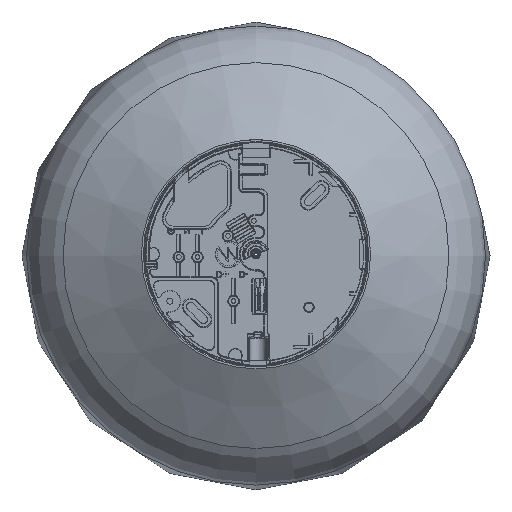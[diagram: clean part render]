
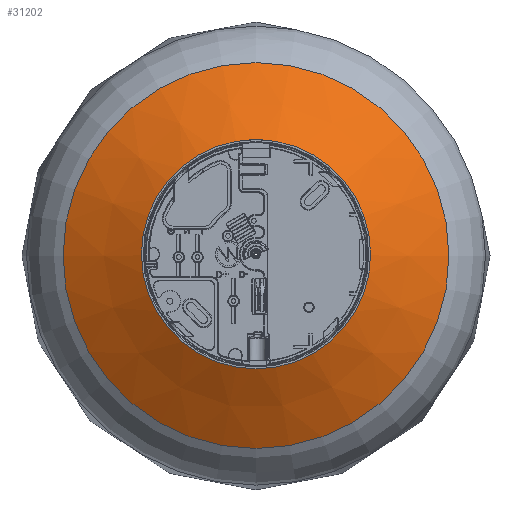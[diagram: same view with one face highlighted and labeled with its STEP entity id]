
A CAD part, top view. The second image highlights one B-rep face of the part: STEP entity #31202.
In plain terms, the highlighted conical face has half-angle 59.978 degrees and reference radius 81.406 mm.
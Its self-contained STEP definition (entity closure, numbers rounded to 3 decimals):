
#1787=CONICAL_SURFACE('',#33341,81.407,1.047);
#2770=FACE_OUTER_BOUND('',#4847,.T.);
#4847=EDGE_LOOP('',(#20753,#20754,#20755,#20756,#20757,#20758));
#6999=LINE('',#46714,#8988);
#8988=VECTOR('',#37167,81.407);
#11009=CIRCLE('',#33338,103.078);
#11011=CIRCLE('',#33340,103.078);
#11012=CIRCLE('',#33342,59.735);
#11013=CIRCLE('',#33343,59.735);
#12807=VERTEX_POINT('',#46704);
#12808=VERTEX_POINT('',#46705);
#12809=VERTEX_POINT('',#46710);
#12810=VERTEX_POINT('',#46711);
#15745=EDGE_CURVE('',#12807,#12808,#11009,.T.);
#15747=EDGE_CURVE('',#12808,#12807,#11011,.T.);
#15748=EDGE_CURVE('',#12809,#12810,#11012,.T.);
#15749=EDGE_CURVE('',#12810,#12809,#11013,.T.);
#15750=EDGE_CURVE('',#12810,#12808,#6999,.T.);
#20753=ORIENTED_EDGE('',*,*,#15748,.F.);
#20754=ORIENTED_EDGE('',*,*,#15749,.F.);
#20755=ORIENTED_EDGE('',*,*,#15750,.T.);
#20756=ORIENTED_EDGE('',*,*,#15747,.T.);
#20757=ORIENTED_EDGE('',*,*,#15745,.T.);
#20758=ORIENTED_EDGE('',*,*,#15750,.F.);
#31202=ADVANCED_FACE('',(#2770),#1787,.T.);
#33338=AXIS2_PLACEMENT_3D('',#46706,#37155,#37156);
#33340=AXIS2_PLACEMENT_3D('',#46708,#37159,#37160);
#33341=AXIS2_PLACEMENT_3D('',#46709,#37161,#37162);
#33342=AXIS2_PLACEMENT_3D('',#46712,#37163,#37164);
#33343=AXIS2_PLACEMENT_3D('',#46713,#37165,#37166);
#37155=DIRECTION('center_axis',(0.,0.,
1.));
#37156=DIRECTION('ref_axis',(1.,0.,0.));
#37159=DIRECTION('center_axis',(0.,0.,
1.));
#37160=DIRECTION('ref_axis',(1.,0.,0.));
#37161=DIRECTION('center_axis',(0.,0.,
-1.));
#37162=DIRECTION('ref_axis',(-1.,0.,0.));
#37163=DIRECTION('center_axis',(0.,0.,
1.));
#37164=DIRECTION('ref_axis',(1.,0.,0.));
#37165=DIRECTION('center_axis',(0.,0.,
1.));
#37166=DIRECTION('ref_axis',(1.,0.,0.));
#37167=DIRECTION('',(0.866,0.,-0.5));
#46704=CARTESIAN_POINT('',(0.,103.078,-410.69));
#46705=CARTESIAN_POINT('',(103.078,0.,-410.69));
#46706=CARTESIAN_POINT('Origin',(0.,0.,
-410.69));
#46708=CARTESIAN_POINT('Origin',(0.,0.,
-410.69));
#46709=CARTESIAN_POINT('Origin',(0.,0.,
-398.166));
#46710=CARTESIAN_POINT('',(0.,59.735,-385.643));
#46711=CARTESIAN_POINT('',(59.735,0.,-385.643));
#46712=CARTESIAN_POINT('Origin',(0.,0.,
-385.643));
#46713=CARTESIAN_POINT('Origin',(0.,0.,
-385.643));
#46714=CARTESIAN_POINT('',(81.407,0.,-398.166));
